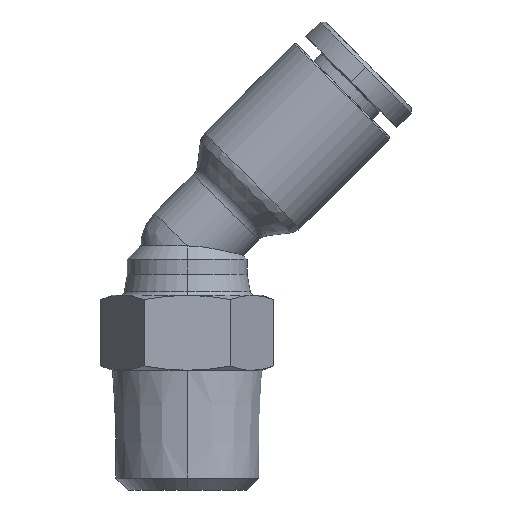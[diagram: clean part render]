
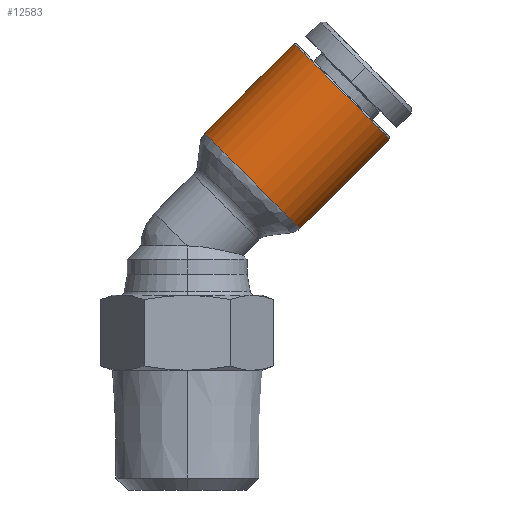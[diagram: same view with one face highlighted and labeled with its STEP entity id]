
A CAD part, front view. The second image highlights one B-rep face of the part: STEP entity #12583.
In plain terms, the highlighted cylindrical face has radius 4.5 mm (diameter 9 mm), a partial arc.
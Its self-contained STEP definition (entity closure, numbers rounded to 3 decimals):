
#58 = CARTESIAN_POINT ( 'NONE',  ( 9.653, 0., 12.744 ) ) ;
#109 = DIRECTION ( 'NONE',  ( 0.707, 0., -0.707 ) ) ;
#670 = DIRECTION ( 'NONE',  ( 0.707, 0., -0.707 ) ) ;
#778 = EDGE_CURVE ( 'NONE', #14842, #5132, #6989, .T. ) ;
#1297 = DIRECTION ( 'NONE',  ( 0.707, 0., 0.707 ) ) ;
#1627 = CARTESIAN_POINT ( 'NONE',  ( 6.856, 0., 3.582 ) ) ;
#2909 = ORIENTED_EDGE ( 'NONE', *, *, #11032, .F. ) ;
#3092 = DIRECTION ( 'NONE',  ( 0.707, 0., -0.707 ) ) ;
#4024 = CARTESIAN_POINT ( 'NONE',  ( 2.971, 0., 12.426 ) ) ;
#4093 = DIRECTION ( 'NONE',  ( 0.707, 0., 0.707 ) ) ;
#4150 = EDGE_CURVE ( 'NONE', #12314, #14842, #11138, .T. ) ;
#4248 = VECTOR ( 'NONE', #7470, 1000. ) ;
#4370 = ORIENTED_EDGE ( 'NONE', *, *, #778, .T. ) ;
#4440 = VERTEX_POINT ( 'NONE', #10063 ) ;
#4695 = CARTESIAN_POINT ( 'NONE',  ( 6.471, 0., 15.926 ) ) ;
#4810 = CARTESIAN_POINT ( 'NONE',  ( 6.153, 0., 9.244 ) ) ;
#4834 = AXIS2_PLACEMENT_3D ( 'NONE', #14562, #4093, #3092 ) ;
#4837 = AXIS2_PLACEMENT_3D ( 'NONE', #4810, #1297, #670 ) ;
#5132 = VERTEX_POINT ( 'NONE', #4695 ) ;
#6659 = AXIS2_PLACEMENT_3D ( 'NONE', #58, #6994, #109 ) ;
#6989 = CIRCLE ( 'NONE', #6659, 4.5 ) ;
#6994 = DIRECTION ( 'NONE',  ( -0.707, 0., -0.707 ) ) ;
#7431 = ORIENTED_EDGE ( 'NONE', *, *, #4150, .T. ) ;
#7470 = DIRECTION ( 'NONE',  ( 0.707, 0., 0.707 ) ) ;
#7708 = LINE ( 'NONE', #4024, #4248 ) ;
#9010 = EDGE_CURVE ( 'NONE', #4440, #12314, #9586, .T. ) ;
#9240 = ORIENTED_EDGE ( 'NONE', *, *, #9010, .T. ) ;
#9348 = FACE_OUTER_BOUND ( 'NONE', #13548, .T. ) ;
#9586 = CIRCLE ( 'NONE', #4834, 4.5 ) ;
#10021 = DIRECTION ( 'NONE',  ( 0.707, 0., 0.707 ) ) ;
#10063 = CARTESIAN_POINT ( 'NONE',  ( 0.492, 0., 9.946 ) ) ;
#10752 = CARTESIAN_POINT ( 'NONE',  ( 12.835, 0., 9.562 ) ) ;
#11032 = EDGE_CURVE ( 'NONE', #4440, #5132, #7708, .T. ) ;
#11138 = LINE ( 'NONE', #13585, #14088 ) ;
#12314 = VERTEX_POINT ( 'NONE', #1627 ) ;
#12583 = ADVANCED_FACE ( 'NONE', ( #9348 ), #14134, .T. ) ;
#13548 = EDGE_LOOP ( 'NONE', ( #2909, #9240, #7431, #4370 ) ) ;
#13585 = CARTESIAN_POINT ( 'NONE',  ( 9.335, 0., 6.062 ) ) ;
#14088 = VECTOR ( 'NONE', #10021, 1000. ) ;
#14134 = CYLINDRICAL_SURFACE ( 'NONE', #4837, 4.5 ) ;
#14562 = CARTESIAN_POINT ( 'NONE',  ( 3.674, 0., 6.764 ) ) ;
#14842 = VERTEX_POINT ( 'NONE', #10752 ) ;
